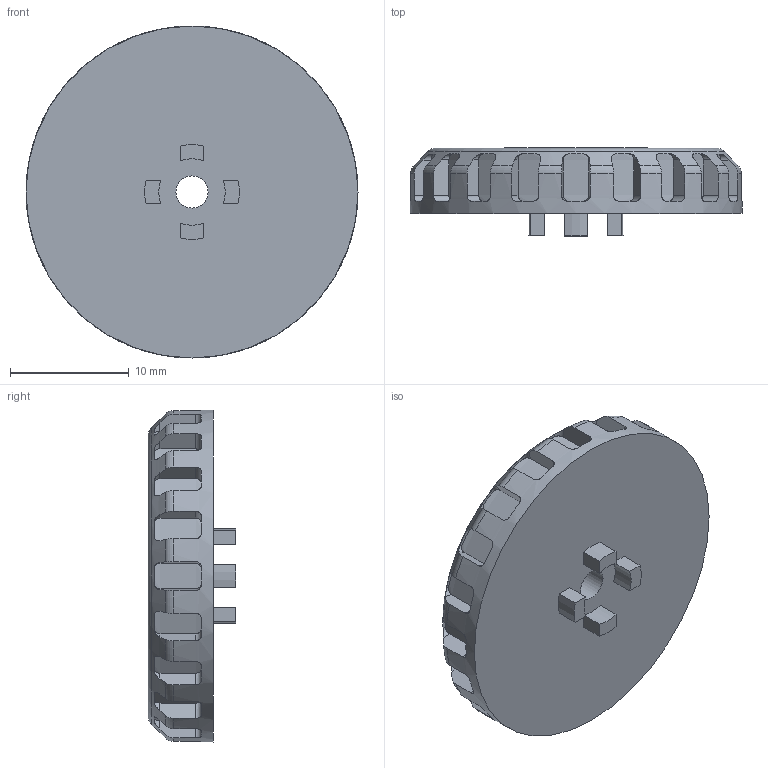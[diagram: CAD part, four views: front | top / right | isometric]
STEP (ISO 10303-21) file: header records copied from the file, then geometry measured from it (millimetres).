
FILE_DESCRIPTION(/* description */ (''),/* implementation_level */ '2;1');
FILE_NAME(/* name */ 'rewind knob.step',/* time_stamp */ '2020-06-08T16:46:03+02:00',/* author */ (''),/* organization */ (''),/* preprocessor_version */ 'ST-DEVELOPER v18.1',/* originating_system */ 'Autodesk Translation Framework v9.3.0.1241',/* authorisation */ '');
FILE_SCHEMA (('AUTOMOTIVE_DESIGN { 1 0 10303 214 3 1 1 }'));
Length unit declared in the file: millimetre
Products named in the file (1): rewind knob
Bounding box: 28 x 7.4 x 28 mm (x, y, z)
Volume: 2972.8 mm3; surface area: 1943.8 mm2
Topology: 1 solids, 1 shells, 228 faces, 664 edges, 442 vertices
Faces by surface type: cylinder 111, plane 94, torus 21, cone 2
Full cylindrical faces by diameter (mm): 2.7 x1, 4.9 x1, 28 x1
Entity records: 8803 total; most frequent: CARTESIAN_POINT 2855, ORIENTED_EDGE 1328, DIRECTION 1149, EDGE_CURVE 664, VERTEX_POINT 442, AXIS2_PLACEMENT_3D 416, LINE 317, VECTOR 317
